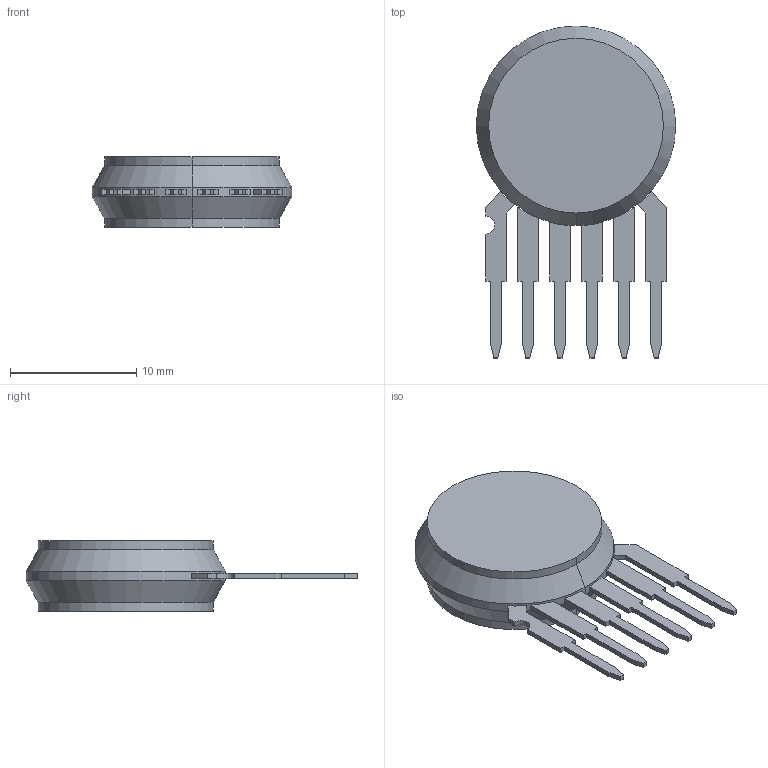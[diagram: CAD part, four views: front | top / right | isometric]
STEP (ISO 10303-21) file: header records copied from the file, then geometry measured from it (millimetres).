
FILE_DESCRIPTION (( 'STEP AP203' ), '1' );
FILE_NAME ('UNIBODY.STEP', '2011-02-20T15:21:39', ( 'no name' ), ( 'no organization' ), 'SwSTEP 2.0', 'SolidWorks 2008', '' );
FILE_SCHEMA (( 'CONFIG_CONTROL_DESIGN' ));
Length unit declared in the file: millimetre
Products named in the file (1): UNIBODY
Bounding box: 15.82 x 26.33 x 5.59 mm (x, y, z)
Volume: 986.7 mm3; surface area: 813 mm2
Topology: 7 solids, 7 shells, 90 faces, 220 edges, 144 vertices
Faces by surface type: plane 73, cylinder 13, cone 4
Entity records: 2671 total; most frequent: CARTESIAN_POINT 455, ORIENTED_EDGE 440, DIRECTION 428, EDGE_CURVE 220, VECTOR 194, LINE 194, VERTEX_POINT 144, AXIS2_PLACEMENT_3D 117
